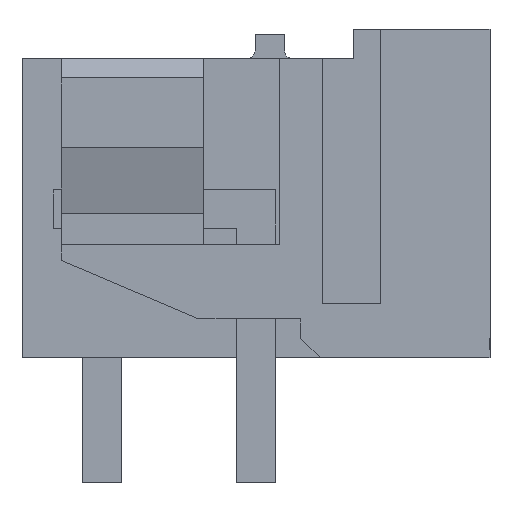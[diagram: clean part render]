
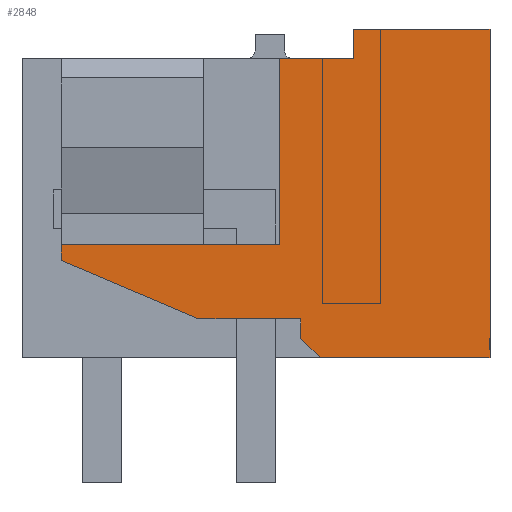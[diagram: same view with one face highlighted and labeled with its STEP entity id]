
A CAD part, left-side view. The second image highlights one B-rep face of the part: STEP entity #2848.
In plain terms, the highlighted planar face has unit normal (-1, 0, 0).
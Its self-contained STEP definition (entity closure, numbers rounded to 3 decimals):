
#2808=AXIS2_PLACEMENT_3D('Plane Axis2P3D',#2805,#2806,#2807) ;
#254=CARTESIAN_POINT('Vertex',(0.,0.,3.2)) ;
#259=CARTESIAN_POINT('Line Origine',(0.,2.177,3.2)) ;
#263=CARTESIAN_POINT('Vertex',(0.,4.354,3.2)) ;
#408=CARTESIAN_POINT('Vertex',(0.,5.4,10.88)) ;
#411=CARTESIAN_POINT('Line Origine',(0.,4.45,10.88)) ;
#415=CARTESIAN_POINT('Vertex',(0.,3.5,10.88)) ;
#1378=CARTESIAN_POINT('Line Origine',(0.,11.,5.905)) ;
#1382=CARTESIAN_POINT('Vertex',(0.,11.,6.11)) ;
#1384=CARTESIAN_POINT('Vertex',(0.,11.,5.701)) ;
#1486=CARTESIAN_POINT('Vertex',(0.,7.465,4.203)) ;
#1489=CARTESIAN_POINT('Line Origine',(0.,9.232,4.952)) ;
#1510=CARTESIAN_POINT('Vertex',(0.,4.854,4.203)) ;
#1513=CARTESIAN_POINT('Line Origine',(0.,6.159,4.203)) ;
#1568=CARTESIAN_POINT('Vertex',(0.,4.854,3.7)) ;
#1571=CARTESIAN_POINT('Line Origine',(0.,4.854,3.951)) ;
#1588=CARTESIAN_POINT('Line Origine',(0.,4.604,3.45)) ;
#1611=CARTESIAN_POINT('Vertex',(0.,0.,11.63)) ;
#1614=CARTESIAN_POINT('Line Origine',(0.,0.,7.415)) ;
#2805=CARTESIAN_POINT('Axis2P3D Location',(0.,12.,1.7)) ;
#2810=CARTESIAN_POINT('Line Origine',(0.,1.75,11.63)) ;
#2814=CARTESIAN_POINT('Vertex',(0.,3.5,11.63)) ;
#2817=CARTESIAN_POINT('Line Origine',(0.,3.5,11.255)) ;
#2822=CARTESIAN_POINT('Line Origine',(0.,5.4,8.495)) ;
#2826=CARTESIAN_POINT('Vertex',(0.,5.4,6.11)) ;
#2829=CARTESIAN_POINT('Line Origine',(0.,8.2,6.11)) ;
#260=DIRECTION('Vector Direction',(0.,1.,0.)) ;
#412=DIRECTION('Vector Direction',(0.,1.,0.)) ;
#1379=DIRECTION('Vector Direction',(0.,0.,1.)) ;
#1490=DIRECTION('Vector Direction',(0.,0.921,0.39)) ;
#1514=DIRECTION('Vector Direction',(0.,-1.,0.)) ;
#1572=DIRECTION('Vector Direction',(0.,0.,-1.)) ;
#1589=DIRECTION('Vector Direction',(0.,0.707,0.707)) ;
#1615=DIRECTION('Vector Direction',(0.,0.,-1.)) ;
#2806=DIRECTION('Axis2P3D Direction',(-1.,0.,0.)) ;
#2807=DIRECTION('Axis2P3D XDirection',(0.,-1.,0.)) ;
#2811=DIRECTION('Vector Direction',(0.,1.,0.)) ;
#2818=DIRECTION('Vector Direction',(0.,0.,1.)) ;
#2823=DIRECTION('Vector Direction',(0.,0.,-1.)) ;
#2830=DIRECTION('Vector Direction',(0.,1.,0.)) ;
#261=VECTOR('Line Direction',#260,1.) ;
#413=VECTOR('Line Direction',#412,1.) ;
#1380=VECTOR('Line Direction',#1379,1.) ;
#1491=VECTOR('Line Direction',#1490,1.) ;
#1515=VECTOR('Line Direction',#1514,1.) ;
#1573=VECTOR('Line Direction',#1572,1.) ;
#1590=VECTOR('Line Direction',#1589,1.) ;
#1616=VECTOR('Line Direction',#1615,1.) ;
#2812=VECTOR('Line Direction',#2811,1.) ;
#2819=VECTOR('Line Direction',#2818,1.) ;
#2824=VECTOR('Line Direction',#2823,1.) ;
#2831=VECTOR('Line Direction',#2830,1.) ;
#2835=ORIENTED_EDGE('',*,*,#2816,.T.) ;
#2836=ORIENTED_EDGE('',*,*,#2821,.T.) ;
#2837=ORIENTED_EDGE('',*,*,#417,.T.) ;
#2838=ORIENTED_EDGE('',*,*,#2828,.T.) ;
#2839=ORIENTED_EDGE('',*,*,#2833,.T.) ;
#2840=ORIENTED_EDGE('',*,*,#1386,.T.) ;
#2841=ORIENTED_EDGE('',*,*,#1493,.T.) ;
#2842=ORIENTED_EDGE('',*,*,#1517,.T.) ;
#2843=ORIENTED_EDGE('',*,*,#1575,.T.) ;
#2844=ORIENTED_EDGE('',*,*,#1592,.T.) ;
#2845=ORIENTED_EDGE('',*,*,#265,.T.) ;
#2846=ORIENTED_EDGE('',*,*,#1618,.T.) ;
#2848=ADVANCED_FACE('HOUSING',(#2847),#2809,.T.) ;
#265=EDGE_CURVE('',#264,#255,#262,.F.) ;
#417=EDGE_CURVE('',#416,#409,#414,.T.) ;
#1386=EDGE_CURVE('',#1383,#1385,#1381,.F.) ;
#1493=EDGE_CURVE('',#1385,#1487,#1492,.F.) ;
#1517=EDGE_CURVE('',#1487,#1511,#1516,.T.) ;
#1575=EDGE_CURVE('',#1511,#1569,#1574,.T.) ;
#1592=EDGE_CURVE('',#1569,#264,#1591,.F.) ;
#1618=EDGE_CURVE('',#255,#1612,#1617,.F.) ;
#2816=EDGE_CURVE('',#1612,#2815,#2813,.T.) ;
#2821=EDGE_CURVE('',#2815,#416,#2820,.F.) ;
#2828=EDGE_CURVE('',#409,#2827,#2825,.T.) ;
#2833=EDGE_CURVE('',#2827,#1383,#2832,.T.) ;
#2834=EDGE_LOOP('',(#2835,#2836,#2837,#2838,#2839,#2840,#2841,#2842,#2843,#2844,#2845,#2846)) ;
#2847=FACE_OUTER_BOUND('',#2834,.T.) ;
#262=LINE('Line',#259,#261) ;
#414=LINE('Line',#411,#413) ;
#1381=LINE('Line',#1378,#1380) ;
#1492=LINE('Line',#1489,#1491) ;
#1516=LINE('Line',#1513,#1515) ;
#1574=LINE('Line',#1571,#1573) ;
#1591=LINE('Line',#1588,#1590) ;
#1617=LINE('Line',#1614,#1616) ;
#2813=LINE('Line',#2810,#2812) ;
#2820=LINE('Line',#2817,#2819) ;
#2825=LINE('Line',#2822,#2824) ;
#2832=LINE('Line',#2829,#2831) ;
#2809=PLANE('',#2808) ;
#255=VERTEX_POINT('',#254) ;
#264=VERTEX_POINT('',#263) ;
#409=VERTEX_POINT('',#408) ;
#416=VERTEX_POINT('',#415) ;
#1383=VERTEX_POINT('',#1382) ;
#1385=VERTEX_POINT('',#1384) ;
#1487=VERTEX_POINT('',#1486) ;
#1511=VERTEX_POINT('',#1510) ;
#1569=VERTEX_POINT('',#1568) ;
#1612=VERTEX_POINT('',#1611) ;
#2815=VERTEX_POINT('',#2814) ;
#2827=VERTEX_POINT('',#2826) ;
